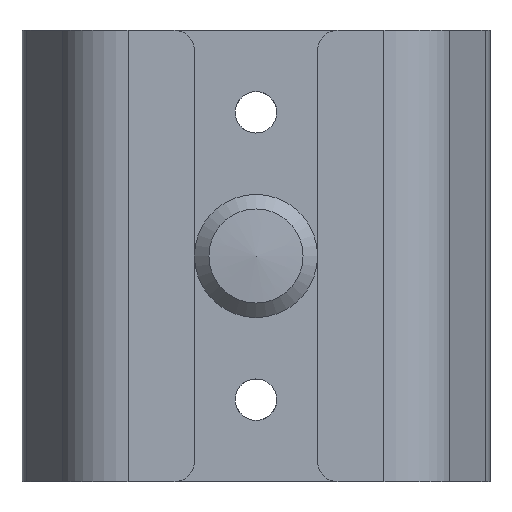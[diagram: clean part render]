
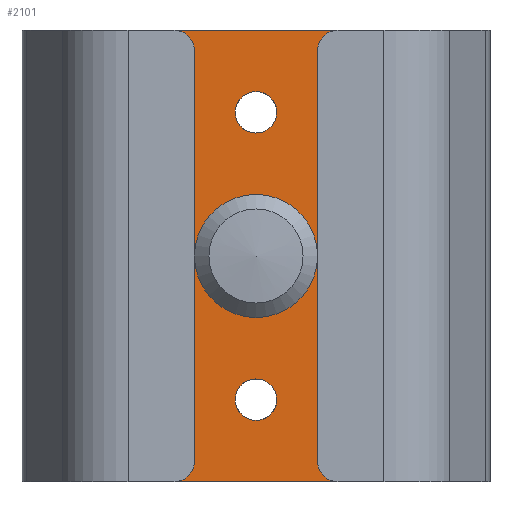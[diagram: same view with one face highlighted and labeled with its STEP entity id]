
A CAD part, front view. The second image highlights one B-rep face of the part: STEP entity #2101.
In plain terms, the highlighted planar face has unit normal (0, -1, 0).
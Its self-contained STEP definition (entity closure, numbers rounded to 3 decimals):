
#141=LINE('',#3331,#289);
#159=LINE('',#3396,#307);
#181=LINE('',#3482,#329);
#182=LINE('',#3484,#330);
#289=VECTOR('',#2642,10.);
#307=VECTOR('',#2698,10.);
#329=VECTOR('',#2802,10.);
#330=VECTOR('',#2805,10.);
#438=FACE_BOUND('',#702,.T.);
#439=FACE_BOUND('',#703,.T.);
#440=FACE_BOUND('',#704,.T.);
#546=FACE_OUTER_BOUND('',#701,.T.);
#701=EDGE_LOOP('',(#1724,#1725,#1726,#1727));
#702=EDGE_LOOP('',(#1728));
#703=EDGE_LOOP('',(#1729));
#704=EDGE_LOOP('',(#1730));
#756=CIRCLE('',#2223,15.);
#797=CIRCLE('',#2281,5.053);
#798=CIRCLE('',#2283,5.053);
#913=VERTEX_POINT('',#3288);
#931=VERTEX_POINT('',#3328);
#932=VERTEX_POINT('',#3330);
#959=VERTEX_POINT('',#3393);
#960=VERTEX_POINT('',#3395);
#982=VERTEX_POINT('',#3459);
#983=VERTEX_POINT('',#3462);
#1150=EDGE_CURVE('',#913,#913,#756,.T.);
#1170=EDGE_CURVE('',#932,#931,#141,.T.);
#1204=EDGE_CURVE('',#960,#959,#159,.T.);
#1235=EDGE_CURVE('',#982,#982,#797,.T.);
#1236=EDGE_CURVE('',#983,#983,#798,.T.);
#1244=EDGE_CURVE('',#960,#931,#181,.T.);
#1245=EDGE_CURVE('',#959,#932,#182,.T.);
#1724=ORIENTED_EDGE('',*,*,#1204,.T.);
#1725=ORIENTED_EDGE('',*,*,#1245,.T.);
#1726=ORIENTED_EDGE('',*,*,#1170,.T.);
#1727=ORIENTED_EDGE('',*,*,#1244,.F.);
#1728=ORIENTED_EDGE('',*,*,#1150,.T.);
#1729=ORIENTED_EDGE('',*,*,#1235,.T.);
#1730=ORIENTED_EDGE('',*,*,#1236,.T.);
#1872=PLANE('',#2295);
#2101=ADVANCED_FACE('',(#546,#438,#439,#440),#1872,.T.);
#2223=AXIS2_PLACEMENT_3D('',#3289,#2607,#2608);
#2281=AXIS2_PLACEMENT_3D('',#3460,#2767,#2768);
#2283=AXIS2_PLACEMENT_3D('',#3463,#2771,#2772);
#2295=AXIS2_PLACEMENT_3D('',#3483,#2803,#2804);
#2607=DIRECTION('center_axis',(0.,1.,0.));
#2608=DIRECTION('ref_axis',(-1.,0.,0.));
#2642=DIRECTION('',(1.,0.,0.));
#2698=DIRECTION('',(-1.,0.,0.));
#2767=DIRECTION('center_axis',(0.,1.,0.));
#2768=DIRECTION('ref_axis',(1.,0.,0.));
#2771=DIRECTION('center_axis',(0.,1.,0.));
#2772=DIRECTION('ref_axis',(1.,0.,0.));
#2802=DIRECTION('',(0.,0.,-1.));
#2803=DIRECTION('center_axis',(0.,-1.,0.));
#2804=DIRECTION('ref_axis',(0.,0.,-1.));
#2805=DIRECTION('',(0.,0.,-1.));
#3288=CARTESIAN_POINT('',(15.,114.,0.));
#3289=CARTESIAN_POINT('Origin',(0.,114.,0.));
#3328=CARTESIAN_POINT('',(37.,114.,-55.));
#3330=CARTESIAN_POINT('',(-37.,114.,-55.));
#3331=CARTESIAN_POINT('',(37.,114.,-55.));
#3393=CARTESIAN_POINT('',(-37.,114.,55.));
#3395=CARTESIAN_POINT('',(37.,114.,55.));
#3396=CARTESIAN_POINT('',(0.,114.,55.));
#3459=CARTESIAN_POINT('',(-5.053,114.,-35.));
#3460=CARTESIAN_POINT('Origin',(0.,114.,-35.));
#3462=CARTESIAN_POINT('',(-5.053,114.,35.));
#3463=CARTESIAN_POINT('Origin',(0.,114.,35.));
#3482=CARTESIAN_POINT('',(37.,114.,0.));
#3483=CARTESIAN_POINT('Origin',(0.,114.,0.));
#3484=CARTESIAN_POINT('',(-37.,114.,0.));
